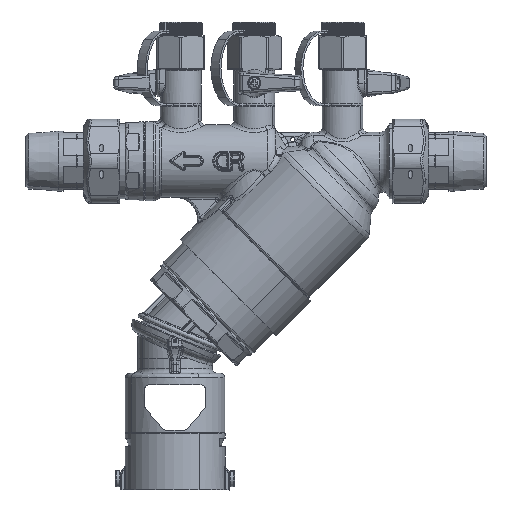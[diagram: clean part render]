
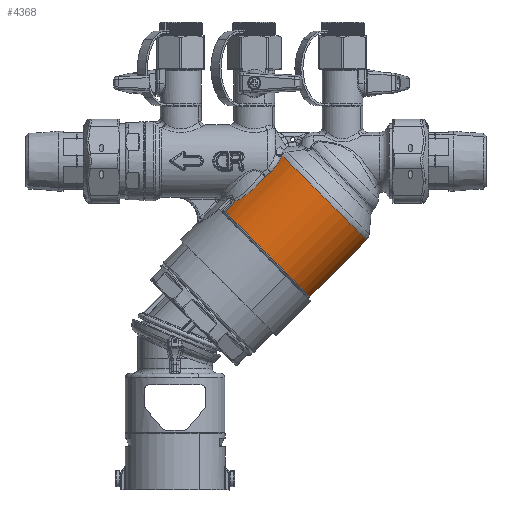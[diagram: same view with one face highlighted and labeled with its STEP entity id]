
A CAD part, left-side view. The second image highlights one B-rep face of the part: STEP entity #4368.
In plain terms, the highlighted cylindrical face has radius 28.25 mm (diameter 56.5 mm), a partial arc.
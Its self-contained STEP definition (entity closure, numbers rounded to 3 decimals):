
#3020=CARTESIAN_POINT('Axis2P3D Location',(0.,-10.638,-14.818)) ;
#3024=CARTESIAN_POINT('Vertex',(-13.781,6.8,2.62)) ;
#3026=CARTESIAN_POINT('Vertex',(13.544,-28.168,-32.348)) ;
#4292=CARTESIAN_POINT('Axis2P3D Location',(0.,3.13,-28.586)) ;
#4297=CARTESIAN_POINT('Line Origine',(-13.544,46.949,-37.344)) ;
#4301=CARTESIAN_POINT('Vertex',(-13.544,31.931,-22.326)) ;
#4303=CARTESIAN_POINT('Vertex',(-13.544,27.553,-17.948)) ;
#4306=CARTESIAN_POINT('Axis2P3D Location',(0.,14.401,-39.857)) ;
#4310=CARTESIAN_POINT('Vertex',(13.544,-3.129,-57.387)) ;
#4313=CARTESIAN_POINT('Line Origine',(13.544,11.888,-72.404)) ;
#4319=CARTESIAN_POINT('Control Point',(-14.047,6.94,2.267)) ;
#4320=CARTESIAN_POINT('Control Point',(-13.959,6.893,2.385)) ;
#4321=CARTESIAN_POINT('Control Point',(-13.871,6.846,2.503)) ;
#4322=CARTESIAN_POINT('Control Point',(-13.781,6.8,2.62)) ;
#4323=CARTESIAN_POINT('Vertex',(-14.047,6.94,2.267)) ;
#4327=CARTESIAN_POINT('Control Point',(-16.441,11.932,-4.9)) ;
#4328=CARTESIAN_POINT('Control Point',(-16.679,10.485,-3.694)) ;
#4329=CARTESIAN_POINT('Control Point',(-16.456,9.206,-2.192)) ;
#4330=CARTESIAN_POINT('Control Point',(-15.889,8.239,-0.623)) ;
#4331=CARTESIAN_POINT('Control Point',(-15.068,7.493,0.886)) ;
#4332=CARTESIAN_POINT('Control Point',(-14.047,6.94,2.267)) ;
#4333=CARTESIAN_POINT('Vertex',(-16.441,11.932,-4.9)) ;
#4337=CARTESIAN_POINT('Control Point',(-15.988,14.207,-6.725)) ;
#4338=CARTESIAN_POINT('Control Point',(-16.166,13.443,-6.133)) ;
#4339=CARTESIAN_POINT('Control Point',(-16.318,12.683,-5.525)) ;
#4340=CARTESIAN_POINT('Control Point',(-16.441,11.932,-4.9)) ;
#4341=CARTESIAN_POINT('Vertex',(-15.988,14.207,-6.725)) ;
#4345=CARTESIAN_POINT('Control Point',(-13.544,27.553,-17.948)) ;
#4346=CARTESIAN_POINT('Control Point',(-14.102,26.683,-17.509)) ;
#4347=CARTESIAN_POINT('Control Point',(-14.582,25.79,-17.016)) ;
#4348=CARTESIAN_POINT('Control Point',(-14.984,24.89,-16.47)) ;
#4349=CARTESIAN_POINT('Control Point',(-15.718,22.896,-15.145)) ;
#4350=CARTESIAN_POINT('Control Point',(-16.128,20.963,-13.616)) ;
#4351=CARTESIAN_POINT('Control Point',(-16.268,19.928,-12.722)) ;
#4352=CARTESIAN_POINT('Control Point',(-16.393,18.108,-11.026)) ;
#4353=CARTESIAN_POINT('Control Point',(-16.31,16.396,-9.232)) ;
#4354=CARTESIAN_POINT('Control Point',(-16.236,15.647,-8.407)) ;
#4355=CARTESIAN_POINT('Control Point',(-16.128,14.917,-7.571)) ;
#4356=CARTESIAN_POINT('Control Point',(-15.988,14.207,-6.725)) ;
#3021=DIRECTION('Axis2P3D Direction',(0.,-0.707,0.707)) ;
#4293=DIRECTION('Axis2P3D Direction',(0.,-0.707,0.707)) ;
#4294=DIRECTION('Axis2P3D XDirection',(-0.479,0.621,0.621)) ;
#4298=DIRECTION('Vector Direction',(0.,-0.707,0.707)) ;
#4307=DIRECTION('Axis2P3D Direction',(0.,-0.707,0.707)) ;
#4314=DIRECTION('Vector Direction',(0.,-0.707,0.707)) ;
#3022=AXIS2_PLACEMENT_3D('Circle Axis2P3D',#3020,#3021,$) ;
#4295=AXIS2_PLACEMENT_3D('Cylinder Axis2P3D',#4292,#4293,#4294) ;
#4308=AXIS2_PLACEMENT_3D('Circle Axis2P3D',#4306,#4307,$) ;
#4359=ORIENTED_EDGE('',*,*,#4305,.F.) ;
#4360=ORIENTED_EDGE('',*,*,#4312,.T.) ;
#4361=ORIENTED_EDGE('',*,*,#4317,.T.) ;
#4362=ORIENTED_EDGE('',*,*,#3028,.F.) ;
#4363=ORIENTED_EDGE('',*,*,#4325,.T.) ;
#4364=ORIENTED_EDGE('',*,*,#4335,.T.) ;
#4365=ORIENTED_EDGE('',*,*,#4343,.T.) ;
#4366=ORIENTED_EDGE('',*,*,#4357,.T.) ;
#4299=VECTOR('Line Direction',#4298,1.) ;
#4315=VECTOR('Line Direction',#4314,1.) ;
#4368=ADVANCED_FACE('PartBody',(#4367),#4296,.T.) ;
#4318=B_SPLINE_CURVE_WITH_KNOTS('',3,(#4319,#4320,#4321,#4322),.UNSPECIFIED.,.F.,.U.,(4,4),(59.572,60.149),.UNSPECIFIED.) ;
#4326=B_SPLINE_CURVE_WITH_KNOTS('',5,(#4327,#4328,#4329,#4330,#4331,#4332),.UNSPECIFIED.,.F.,.U.,(6,6),(7.494,18.907),.UNSPECIFIED.) ;
#4336=B_SPLINE_CURVE_WITH_KNOTS('',3,(#4337,#4338,#4339,#4340),.UNSPECIFIED.,.F.,.U.,(4,4),(12.927,17.019),.UNSPECIFIED.) ;
#4344=B_SPLINE_CURVE_WITH_KNOTS('',5,(#4345,#4346,#4347,#4348,#4349,#4350,#4351,#4352,#4353,#4354,#4355,#4356),.UNSPECIFIED.,.F.,.U.,(6,3,3,6),(0.,7.64,17.011,24.709),.UNSPECIFIED.) ;
#3023=CIRCLE('generated circle',#3022,28.25) ;
#4309=CIRCLE('generated circle',#4308,28.25) ;
#4296=CYLINDRICAL_SURFACE('generated cylinder',#4295,28.25) ;
#3028=EDGE_CURVE('',#3025,#3027,#3023,.T.) ;
#4305=EDGE_CURVE('',#4302,#4304,#4300,.T.) ;
#4312=EDGE_CURVE('',#4302,#4311,#4309,.T.) ;
#4317=EDGE_CURVE('',#4311,#3027,#4316,.T.) ;
#4325=EDGE_CURVE('',#3025,#4324,#4318,.F.) ;
#4335=EDGE_CURVE('',#4324,#4334,#4326,.F.) ;
#4343=EDGE_CURVE('',#4334,#4342,#4336,.F.) ;
#4357=EDGE_CURVE('',#4342,#4304,#4344,.F.) ;
#4358=EDGE_LOOP('',(#4359,#4360,#4361,#4362,#4363,#4364,#4365,#4366)) ;
#4367=FACE_OUTER_BOUND('',#4358,.T.) ;
#4300=LINE('Line',#4297,#4299) ;
#4316=LINE('Line',#4313,#4315) ;
#3025=VERTEX_POINT('',#3024) ;
#3027=VERTEX_POINT('',#3026) ;
#4302=VERTEX_POINT('',#4301) ;
#4304=VERTEX_POINT('',#4303) ;
#4311=VERTEX_POINT('',#4310) ;
#4324=VERTEX_POINT('',#4323) ;
#4334=VERTEX_POINT('',#4333) ;
#4342=VERTEX_POINT('',#4341) ;
